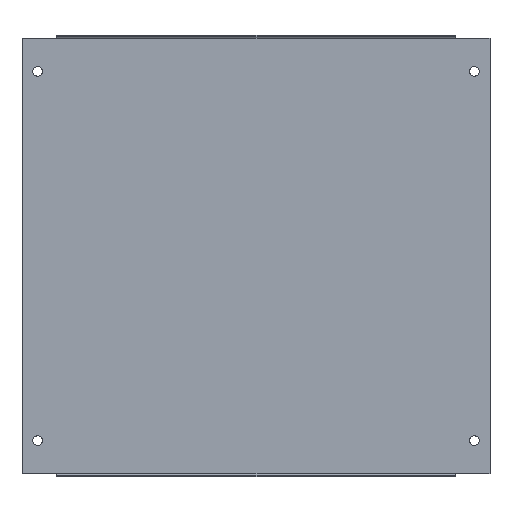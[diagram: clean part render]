
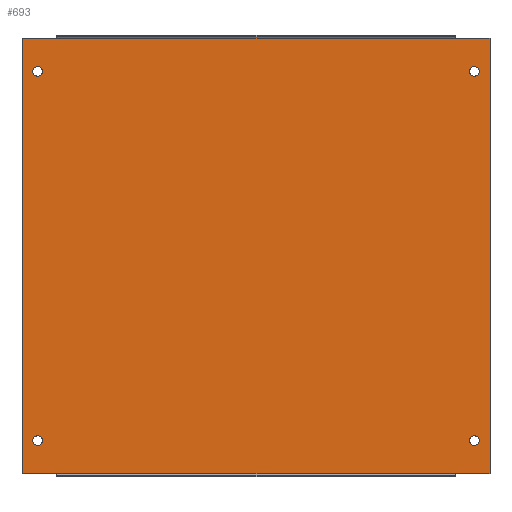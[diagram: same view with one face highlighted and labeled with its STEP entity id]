
A CAD part, top view. The second image highlights one B-rep face of the part: STEP entity #693.
In plain terms, the highlighted planar face has unit normal (0, 0, 1).
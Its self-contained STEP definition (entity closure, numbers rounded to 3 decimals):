
#1 = CARTESIAN_POINT ( 'NONE',  ( 293.5, 295., 0. ) ) ;
#4 = ORIENTED_EDGE ( 'NONE', *, *, #566, .T. ) ;
#10 = CARTESIAN_POINT ( 'NONE',  ( 7.35, 22.5, 0. ) ) ;
#11 = FACE_BOUND ( 'NONE', #729, .T. ) ;
#12 = ORIENTED_EDGE ( 'NONE', *, *, #388, .T. ) ;
#15 = EDGE_CURVE ( 'NONE', #427, #402, #820, .T. ) ;
#44 = CARTESIAN_POINT ( 'NONE',  ( 293.5, 0., 0. ) ) ;
#51 = CARTESIAN_POINT ( 'NONE',  ( 0., 0., 0. ) ) ;
#54 = ORIENTED_EDGE ( 'NONE', *, *, #15, .T. ) ;
#58 = CARTESIAN_POINT ( 'NONE',  ( 317., 0., 0. ) ) ;
#60 = EDGE_CURVE ( 'NONE', #670, #127, #803, .T. ) ;
#66 = CARTESIAN_POINT ( 'NONE',  ( 293.5, 0., 0. ) ) ;
#87 = CARTESIAN_POINT ( 'NONE',  ( 7.35, 272.5, 0. ) ) ;
#99 = CARTESIAN_POINT ( 'NONE',  ( 303.15, 272.5, 0. ) ) ;
#108 = DIRECTION ( 'NONE',  ( 1., 0., 0. ) ) ;
#127 = VERTEX_POINT ( 'NONE', #428 ) ;
#131 = VERTEX_POINT ( 'NONE', #99 ) ;
#137 = CARTESIAN_POINT ( 'NONE',  ( 0., 295., 0. ) ) ;
#141 = EDGE_LOOP ( 'NONE', ( #708 ) ) ;
#161 = DIRECTION ( 'NONE',  ( 0., 0., -1. ) ) ;
#166 = CARTESIAN_POINT ( 'NONE',  ( 303.15, 22.5, 0. ) ) ;
#177 = CARTESIAN_POINT ( 'NONE',  ( 306.4, 22.5, 0. ) ) ;
#186 = LINE ( 'NONE', #51, #331 ) ;
#194 = CARTESIAN_POINT ( 'NONE',  ( 23.5, 295., 0. ) ) ;
#208 = LINE ( 'NONE', #194, #528 ) ;
#226 = CIRCLE ( 'NONE', #518, 3.25 ) ;
#239 = EDGE_CURVE ( 'NONE', #533, #276, #208, .T. ) ;
#260 = EDGE_LOOP ( 'NONE', ( #577 ) ) ;
#276 = VERTEX_POINT ( 'NONE', #1 ) ;
#277 = CARTESIAN_POINT ( 'NONE',  ( 0., 0., 0. ) ) ;
#285 = AXIS2_PLACEMENT_3D ( 'NONE', #703, #700, #696 ) ;
#289 = LINE ( 'NONE', #277, #473 ) ;
#293 = AXIS2_PLACEMENT_3D ( 'NONE', #887, #882, #824 ) ;
#296 = DIRECTION ( 'NONE',  ( 0., 0., -1. ) ) ;
#298 = VERTEX_POINT ( 'NONE', #166 ) ;
#301 = EDGE_CURVE ( 'NONE', #402, #127, #186, .T. ) ;
#331 = VECTOR ( 'NONE', #448, 1000. ) ;
#361 = FACE_OUTER_BOUND ( 'NONE', #614, .T. ) ;
#365 = CARTESIAN_POINT ( 'NONE',  ( 0., 0., 0. ) ) ;
#367 = CARTESIAN_POINT ( 'NONE',  ( 317., 295., 0. ) ) ;
#373 = CARTESIAN_POINT ( 'NONE',  ( 317., 0., 0. ) ) ;
#374 = ORIENTED_EDGE ( 'NONE', *, *, #60, .F. ) ;
#375 = VECTOR ( 'NONE', #738, 1000. ) ;
#381 = FACE_BOUND ( 'NONE', #560, .T. ) ;
#388 = EDGE_CURVE ( 'NONE', #533, #427, #862, .T. ) ;
#396 = VECTOR ( 'NONE', #578, 1000. ) ;
#398 = DIRECTION ( 'NONE',  ( -1., 0., 0. ) ) ;
#402 = VERTEX_POINT ( 'NONE', #365 ) ;
#408 = VECTOR ( 'NONE', #503, 1000. ) ;
#412 = ORIENTED_EDGE ( 'NONE', *, *, #854, .T. ) ;
#415 = LINE ( 'NONE', #768, #396 ) ;
#427 = VERTEX_POINT ( 'NONE', #137 ) ;
#428 = CARTESIAN_POINT ( 'NONE',  ( 23.5, 0., 0. ) ) ;
#436 = EDGE_CURVE ( 'NONE', #876, #876, #488, .T. ) ;
#448 = DIRECTION ( 'NONE',  ( 1., 0., 0. ) ) ;
#463 = DIRECTION ( 'NONE',  ( -1., 0., 0. ) ) ;
#473 = VECTOR ( 'NONE', #108, 1000. ) ;
#477 = AXIS2_PLACEMENT_3D ( 'NONE', #177, #161, #398 ) ;
#488 = CIRCLE ( 'NONE', #293, 3.25 ) ;
#503 = DIRECTION ( 'NONE',  ( 0., -1., 0. ) ) ;
#518 = AXIS2_PLACEMENT_3D ( 'NONE', #556, #296, #759 ) ;
#528 = VECTOR ( 'NONE', #628, 1000. ) ;
#531 = DIRECTION ( 'NONE',  ( -1., 0., 0. ) ) ;
#533 = VERTEX_POINT ( 'NONE', #861 ) ;
#536 = FACE_BOUND ( 'NONE', #260, .T. ) ;
#556 = CARTESIAN_POINT ( 'NONE',  ( 306.4, 272.5, 0. ) ) ;
#560 = EDGE_LOOP ( 'NONE', ( #888 ) ) ;
#562 = ORIENTED_EDGE ( 'NONE', *, *, #758, .T. ) ;
#566 = EDGE_CURVE ( 'NONE', #596, #276, #415, .T. ) ;
#577 = ORIENTED_EDGE ( 'NONE', *, *, #606, .T. ) ;
#578 = DIRECTION ( 'NONE',  ( -1., 0., 0. ) ) ;
#596 = VERTEX_POINT ( 'NONE', #367 ) ;
#605 = VECTOR ( 'NONE', #531, 1000. ) ;
#606 = EDGE_CURVE ( 'NONE', #298, #298, #742, .T. ) ;
#609 = EDGE_CURVE ( 'NONE', #131, #131, #226, .T. ) ;
#614 = EDGE_LOOP ( 'NONE', ( #54, #691, #374, #412, #761, #4, #797, #12 ) ) ;
#617 = EDGE_CURVE ( 'NONE', #884, #596, #719, .T. ) ;
#623 = DIRECTION ( 'NONE',  ( -1., 0., 0. ) ) ;
#628 = DIRECTION ( 'NONE',  ( 1., 0., 0. ) ) ;
#655 = CARTESIAN_POINT ( 'NONE',  ( 0., 0., 0. ) ) ;
#664 = VECTOR ( 'NONE', #463, 1000. ) ;
#670 = VERTEX_POINT ( 'NONE', #44 ) ;
#691 = ORIENTED_EDGE ( 'NONE', *, *, #301, .T. ) ;
#693 = ADVANCED_FACE ( 'NONE', ( #725, #11, #381, #536, #361 ), #736, .F. ) ;
#696 = DIRECTION ( 'NONE',  ( -1., 0., 0. ) ) ;
#699 = DIRECTION ( 'NONE',  ( 0., 0., -1. ) ) ;
#700 = DIRECTION ( 'NONE',  ( 0., 0., -1. ) ) ;
#703 = CARTESIAN_POINT ( 'NONE',  ( 10.6, 272.5, 0. ) ) ;
#708 = ORIENTED_EDGE ( 'NONE', *, *, #609, .T. ) ;
#716 = CARTESIAN_POINT ( 'NONE',  ( 0., 0., 0. ) ) ;
#719 = LINE ( 'NONE', #373, #375 ) ;
#725 = FACE_BOUND ( 'NONE', #141, .T. ) ;
#729 = EDGE_LOOP ( 'NONE', ( #562 ) ) ;
#736 = PLANE ( 'NONE',  #756 ) ;
#738 = DIRECTION ( 'NONE',  ( 0., 1., 0. ) ) ;
#742 = CIRCLE ( 'NONE', #477, 3.25 ) ;
#756 = AXIS2_PLACEMENT_3D ( 'NONE', #716, #699, #623 ) ;
#758 = EDGE_CURVE ( 'NONE', #832, #832, #834, .T. ) ;
#759 = DIRECTION ( 'NONE',  ( -1., 0., 0. ) ) ;
#761 = ORIENTED_EDGE ( 'NONE', *, *, #617, .T. ) ;
#768 = CARTESIAN_POINT ( 'NONE',  ( 0., 295., 0. ) ) ;
#797 = ORIENTED_EDGE ( 'NONE', *, *, #239, .F. ) ;
#803 = LINE ( 'NONE', #66, #605 ) ;
#819 = CARTESIAN_POINT ( 'NONE',  ( 0., 295., 0. ) ) ;
#820 = LINE ( 'NONE', #655, #408 ) ;
#824 = DIRECTION ( 'NONE',  ( -1., 0., 0. ) ) ;
#832 = VERTEX_POINT ( 'NONE', #87 ) ;
#834 = CIRCLE ( 'NONE', #285, 3.25 ) ;
#854 = EDGE_CURVE ( 'NONE', #670, #884, #289, .T. ) ;
#861 = CARTESIAN_POINT ( 'NONE',  ( 23.5, 295., 0. ) ) ;
#862 = LINE ( 'NONE', #819, #664 ) ;
#876 = VERTEX_POINT ( 'NONE', #10 ) ;
#882 = DIRECTION ( 'NONE',  ( 0., 0., -1. ) ) ;
#884 = VERTEX_POINT ( 'NONE', #58 ) ;
#887 = CARTESIAN_POINT ( 'NONE',  ( 10.6, 22.5, 0. ) ) ;
#888 = ORIENTED_EDGE ( 'NONE', *, *, #436, .T. ) ;
